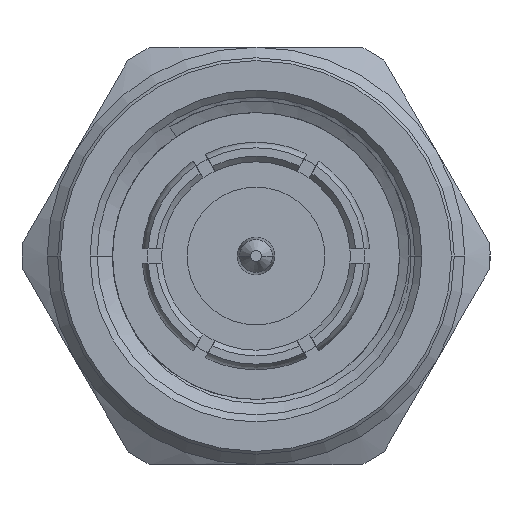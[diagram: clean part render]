
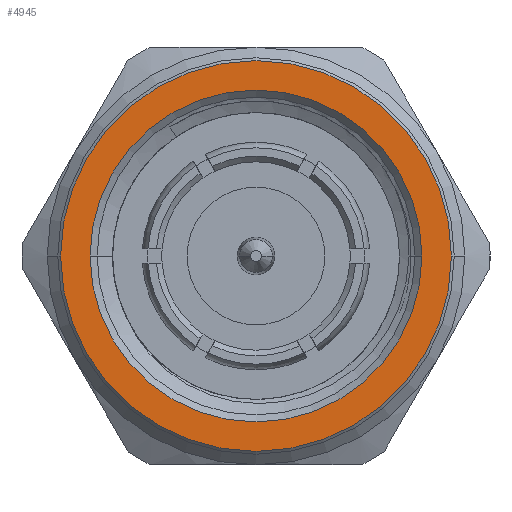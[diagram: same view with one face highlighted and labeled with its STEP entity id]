
A CAD part, left-side view. The second image highlights one B-rep face of the part: STEP entity #4945.
In plain terms, the highlighted planar face has unit normal (-1, 0, 0).
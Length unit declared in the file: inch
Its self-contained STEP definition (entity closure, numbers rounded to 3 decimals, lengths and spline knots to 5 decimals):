
#765=CARTESIAN_POINT('',(-0.03139,0.,0.));
#766=DIRECTION('',(-1.,0.,0.));
#767=DIRECTION('',(0.,1.,0.));
#768=AXIS2_PLACEMENT_3D('',#765,#766,#767);
#770=CARTESIAN_POINT('',(-0.03139,0.,0.));
#771=DIRECTION('',(-1.,0.,0.));
#772=DIRECTION('',(0.,-1.,0.));
#773=AXIS2_PLACEMENT_3D('',#770,#771,#772);
#775=CARTESIAN_POINT('',(-0.03139,0.,0.));
#776=DIRECTION('',(1.,0.,0.));
#777=DIRECTION('',(0.,1.,0.));
#778=AXIS2_PLACEMENT_3D('',#775,#776,#777);
#780=CARTESIAN_POINT('',(-0.03139,0.,0.));
#781=DIRECTION('',(1.,0.,0.));
#782=DIRECTION('',(0.,-1.,0.));
#783=AXIS2_PLACEMENT_3D('',#780,#781,#782);
#3849=CARTESIAN_POINT('',(-0.03139,0.23234,0.));
#3850=CARTESIAN_POINT('',(-0.03139,-0.23234,0.));
#3851=VERTEX_POINT('',#3849);
#3852=VERTEX_POINT('',#3850);
#3905=CARTESIAN_POINT('',(-0.03139,0.27362,0.));
#3906=CARTESIAN_POINT('',(-0.03139,-0.27362,0.));
#3907=VERTEX_POINT('',#3905);
#3908=VERTEX_POINT('',#3906);
#4929=CARTESIAN_POINT('',(-0.03139,0.,0.));
#4930=DIRECTION('',(1.,0.,0.));
#4931=DIRECTION('',(0.,0.,-1.));
#4932=AXIS2_PLACEMENT_3D('',#4929,#4930,#4931);
#4933=PLANE('',#4932);
#4934=ORIENTED_EDGE('',*,*,#4919,.F.);
#4936=ORIENTED_EDGE('',*,*,#4935,.F.);
#4937=EDGE_LOOP('',(#4934,#4936));
#4938=FACE_OUTER_BOUND('',#4937,.F.);
#4940=ORIENTED_EDGE('',*,*,#4939,.F.);
#4942=ORIENTED_EDGE('',*,*,#4941,.F.);
#4943=EDGE_LOOP('',(#4940,#4942));
#4944=FACE_BOUND('',#4943,.F.);
#4945=ADVANCED_FACE('',(#4938,#4944),#4933,.F.);
#769=CIRCLE('',#768,0.27362);
#774=CIRCLE('',#773,0.27362);
#779=CIRCLE('',#778,0.23234);
#784=CIRCLE('',#783,0.23234);
#4919=EDGE_CURVE('',#3907,#3908,#769,.T.);
#4935=EDGE_CURVE('',#3908,#3907,#774,.T.);
#4939=EDGE_CURVE('',#3851,#3852,#779,.T.);
#4941=EDGE_CURVE('',#3852,#3851,#784,.T.);
